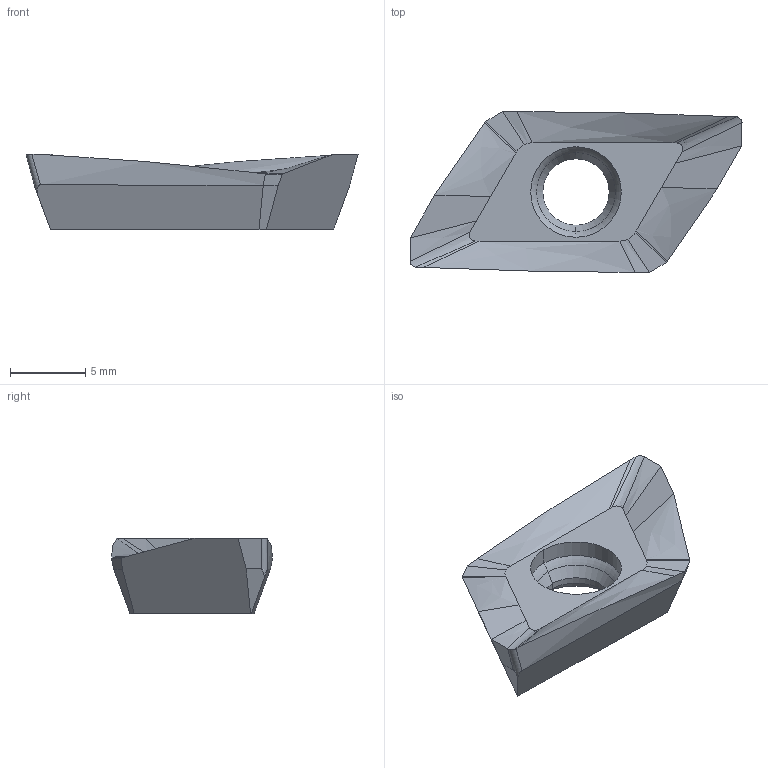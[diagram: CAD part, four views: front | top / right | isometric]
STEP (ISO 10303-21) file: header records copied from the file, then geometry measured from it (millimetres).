
FILE_DESCRIPTION(/* description */ (''),/* implementation_level */ '2;1');
FILE_NAME(/* name */ 'XDGT1550PDFR-GL04.stp',/* time_stamp */ '2021-09-07T08:28:34+09:00',/* author */ (''),/* organization */ (''),/* preprocessor_version */ 'ST-DEVELOPER v16',/* originating_system */ 'SIEMENS PLM Software NX 10.0',/* authorisation */ '');
FILE_SCHEMA (('AUTOMOTIVE_DESIGN { 1 0 10303 214 3 1 1 1 }'));
Length unit declared in the file: millimetre
Products named in the file (1): XDGT1550PDFR-GL04
Bounding box: 22 x 10.67 x 5 mm (x, y, z)
Volume: 507.3 mm3; surface area: 575.2 mm2
Topology: 1 solids, 1 shells, 49 faces, 145 edges, 121 vertices
Faces by surface type: bspline 18, plane 17, torus 6, cylinder 4, cone 4
Entity records: 2822 total; most frequent: CARTESIAN_POINT 1565, ORIENTED_EDGE 250, DIRECTION 184, EDGE_CURVE 125, VERTEX_POINT 79, LINE 70, VECTOR 70, AXIS2_PLACEMENT_3D 57
